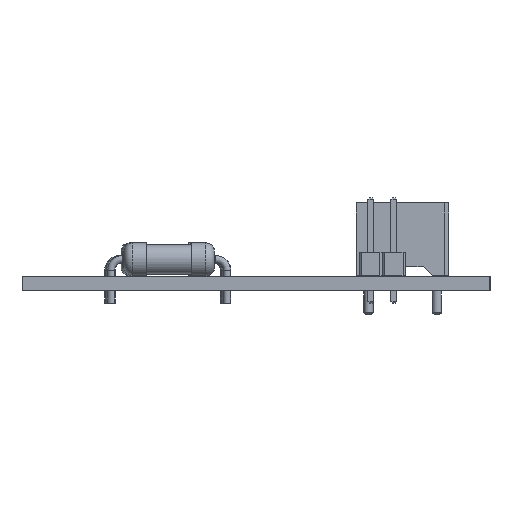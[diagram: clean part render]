
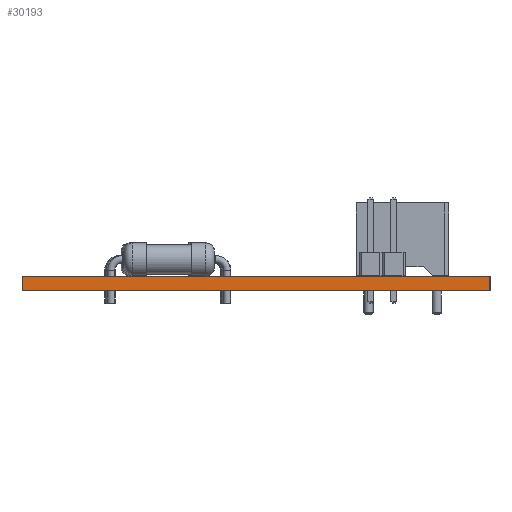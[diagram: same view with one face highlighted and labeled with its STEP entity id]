
A CAD part, left-side view. The second image highlights one B-rep face of the part: STEP entity #30193.
In plain terms, the highlighted planar face has unit normal (-1, 0, 0).
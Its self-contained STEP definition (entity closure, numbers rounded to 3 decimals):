
#30012 = PLANE('',#30013);
#30013 = AXIS2_PLACEMENT_3D('',#30014,#30015,#30016);
#30014 = CARTESIAN_POINT('',(285.49,-163.,0.));
#30015 = DIRECTION('',(0.,-1.,0.));
#30016 = DIRECTION('',(-1.,0.,0.));
#30037 = VERTEX_POINT('',#30038);
#30038 = CARTESIAN_POINT('',(194.82,-163.,1.6));
#30052 = PLANE('',#30053);
#30053 = AXIS2_PLACEMENT_3D('',#30054,#30055,#30056);
#30054 = CARTESIAN_POINT('',(240.155,-137.315,1.6));
#30055 = DIRECTION('',(-0.,-0.,-1.));
#30056 = DIRECTION('',(-1.,0.,0.));
#30064 = EDGE_CURVE('',#30065,#30037,#30067,.T.);
#30065 = VERTEX_POINT('',#30066);
#30066 = CARTESIAN_POINT('',(194.82,-163.,0.));
#30067 = SURFACE_CURVE('',#30068,(#30072,#30079),.PCURVE_S1.);
#30068 = LINE('',#30069,#30070);
#30069 = CARTESIAN_POINT('',(194.82,-163.,0.));
#30070 = VECTOR('',#30071,1.);
#30071 = DIRECTION('',(0.,0.,1.));
#30072 = PCURVE('',#30012,#30073);
#30073 = DEFINITIONAL_REPRESENTATION('',(#30074),#30078);
#30074 = LINE('',#30075,#30076);
#30075 = CARTESIAN_POINT('',(90.67,0.));
#30076 = VECTOR('',#30077,1.);
#30077 = DIRECTION('',(0.,-1.));
#30078 = ( GEOMETRIC_REPRESENTATION_CONTEXT(2) 
PARAMETRIC_REPRESENTATION_CONTEXT() REPRESENTATION_CONTEXT('2D SPACE',''
  ) );
#30079 = PCURVE('',#30080,#30085);
#30080 = PLANE('',#30081);
#30081 = AXIS2_PLACEMENT_3D('',#30082,#30083,#30084);
#30082 = CARTESIAN_POINT('',(194.82,-163.,0.));
#30083 = DIRECTION('',(-1.,0.,0.));
#30084 = DIRECTION('',(0.,1.,0.));
#30085 = DEFINITIONAL_REPRESENTATION('',(#30086),#30090);
#30086 = LINE('',#30087,#30088);
#30087 = CARTESIAN_POINT('',(0.,0.));
#30088 = VECTOR('',#30089,1.);
#30089 = DIRECTION('',(0.,-1.));
#30090 = ( GEOMETRIC_REPRESENTATION_CONTEXT(2) 
PARAMETRIC_REPRESENTATION_CONTEXT() REPRESENTATION_CONTEXT('2D SPACE',''
  ) );
#30106 = PLANE('',#30107);
#30107 = AXIS2_PLACEMENT_3D('',#30108,#30109,#30110);
#30108 = CARTESIAN_POINT('',(240.155,-137.315,0.));
#30109 = DIRECTION('',(-0.,-0.,-1.));
#30110 = DIRECTION('',(-1.,0.,0.));
#30139 = PLANE('',#30140);
#30140 = AXIS2_PLACEMENT_3D('',#30141,#30142,#30143);
#30141 = CARTESIAN_POINT('',(194.82,-111.63,0.));
#30142 = DIRECTION('',(0.,1.,0.));
#30143 = DIRECTION('',(1.,0.,0.));
#30193 = ADVANCED_FACE('',(#30194),#30080,.T.);
#30194 = FACE_BOUND('',#30195,.T.);
#30195 = EDGE_LOOP('',(#30196,#30197,#30220,#30243));
#30196 = ORIENTED_EDGE('',*,*,#30064,.T.);
#30197 = ORIENTED_EDGE('',*,*,#30198,.T.);
#30198 = EDGE_CURVE('',#30037,#30199,#30201,.T.);
#30199 = VERTEX_POINT('',#30200);
#30200 = CARTESIAN_POINT('',(194.82,-111.63,1.6));
#30201 = SURFACE_CURVE('',#30202,(#30206,#30213),.PCURVE_S1.);
#30202 = LINE('',#30203,#30204);
#30203 = CARTESIAN_POINT('',(194.82,-163.,1.6));
#30204 = VECTOR('',#30205,1.);
#30205 = DIRECTION('',(0.,1.,0.));
#30206 = PCURVE('',#30080,#30207);
#30207 = DEFINITIONAL_REPRESENTATION('',(#30208),#30212);
#30208 = LINE('',#30209,#30210);
#30209 = CARTESIAN_POINT('',(0.,-1.6));
#30210 = VECTOR('',#30211,1.);
#30211 = DIRECTION('',(1.,0.));
#30212 = ( GEOMETRIC_REPRESENTATION_CONTEXT(2) 
PARAMETRIC_REPRESENTATION_CONTEXT() REPRESENTATION_CONTEXT('2D SPACE',''
  ) );
#30213 = PCURVE('',#30052,#30214);
#30214 = DEFINITIONAL_REPRESENTATION('',(#30215),#30219);
#30215 = LINE('',#30216,#30217);
#30216 = CARTESIAN_POINT('',(45.335,-25.685));
#30217 = VECTOR('',#30218,1.);
#30218 = DIRECTION('',(0.,1.));
#30219 = ( GEOMETRIC_REPRESENTATION_CONTEXT(2) 
PARAMETRIC_REPRESENTATION_CONTEXT() REPRESENTATION_CONTEXT('2D SPACE',''
  ) );
#30220 = ORIENTED_EDGE('',*,*,#30221,.F.);
#30221 = EDGE_CURVE('',#30222,#30199,#30224,.T.);
#30222 = VERTEX_POINT('',#30223);
#30223 = CARTESIAN_POINT('',(194.82,-111.63,0.));
#30224 = SURFACE_CURVE('',#30225,(#30229,#30236),.PCURVE_S1.);
#30225 = LINE('',#30226,#30227);
#30226 = CARTESIAN_POINT('',(194.82,-111.63,0.));
#30227 = VECTOR('',#30228,1.);
#30228 = DIRECTION('',(0.,0.,1.));
#30229 = PCURVE('',#30080,#30230);
#30230 = DEFINITIONAL_REPRESENTATION('',(#30231),#30235);
#30231 = LINE('',#30232,#30233);
#30232 = CARTESIAN_POINT('',(51.37,0.));
#30233 = VECTOR('',#30234,1.);
#30234 = DIRECTION('',(0.,-1.));
#30235 = ( GEOMETRIC_REPRESENTATION_CONTEXT(2) 
PARAMETRIC_REPRESENTATION_CONTEXT() REPRESENTATION_CONTEXT('2D SPACE',''
  ) );
#30236 = PCURVE('',#30139,#30237);
#30237 = DEFINITIONAL_REPRESENTATION('',(#30238),#30242);
#30238 = LINE('',#30239,#30240);
#30239 = CARTESIAN_POINT('',(0.,0.));
#30240 = VECTOR('',#30241,1.);
#30241 = DIRECTION('',(0.,-1.));
#30242 = ( GEOMETRIC_REPRESENTATION_CONTEXT(2) 
PARAMETRIC_REPRESENTATION_CONTEXT() REPRESENTATION_CONTEXT('2D SPACE',''
  ) );
#30243 = ORIENTED_EDGE('',*,*,#30244,.F.);
#30244 = EDGE_CURVE('',#30065,#30222,#30245,.T.);
#30245 = SURFACE_CURVE('',#30246,(#30250,#30257),.PCURVE_S1.);
#30246 = LINE('',#30247,#30248);
#30247 = CARTESIAN_POINT('',(194.82,-163.,0.));
#30248 = VECTOR('',#30249,1.);
#30249 = DIRECTION('',(0.,1.,0.));
#30250 = PCURVE('',#30080,#30251);
#30251 = DEFINITIONAL_REPRESENTATION('',(#30252),#30256);
#30252 = LINE('',#30253,#30254);
#30253 = CARTESIAN_POINT('',(0.,0.));
#30254 = VECTOR('',#30255,1.);
#30255 = DIRECTION('',(1.,0.));
#30256 = ( GEOMETRIC_REPRESENTATION_CONTEXT(2) 
PARAMETRIC_REPRESENTATION_CONTEXT() REPRESENTATION_CONTEXT('2D SPACE',''
  ) );
#30257 = PCURVE('',#30106,#30258);
#30258 = DEFINITIONAL_REPRESENTATION('',(#30259),#30263);
#30259 = LINE('',#30260,#30261);
#30260 = CARTESIAN_POINT('',(45.335,-25.685));
#30261 = VECTOR('',#30262,1.);
#30262 = DIRECTION('',(0.,1.));
#30263 = ( GEOMETRIC_REPRESENTATION_CONTEXT(2) 
PARAMETRIC_REPRESENTATION_CONTEXT() REPRESENTATION_CONTEXT('2D SPACE',''
  ) );
